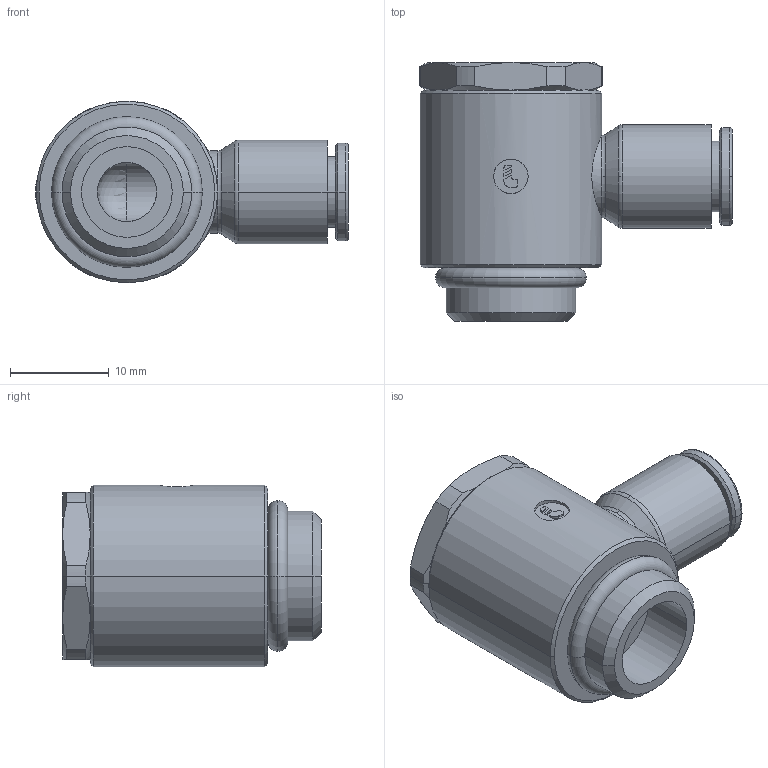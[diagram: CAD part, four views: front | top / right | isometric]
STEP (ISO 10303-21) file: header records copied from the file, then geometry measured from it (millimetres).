
FILE_DESCRIPTION(('STEP AP203'),'1');
FILE_NAME('3118_06_13.stp','2019-05-13T11:42:01',('TraceParts'),('TraceParts S.A.'),'Spatial InterOp 3D',' ',' ');
FILE_SCHEMA(('CONFIG_CONTROL_DESIGN'));
Length unit declared in the file: millimetre
Products named in the file (1): 1
Bounding box: 31.71 x 26.25 x 18.42 mm (x, y, z)
Volume: 6091.7 mm3; surface area: 3308.3 mm2
Topology: 1 solids, 1 shells, 104 faces, 249 edges, 154 vertices
Faces by surface type: cylinder 34, plane 31, cone 28, torus 10, sphere 1
Entity records: 3210 total; most frequent: CARTESIAN_POINT 737, DIRECTION 548, ORIENTED_EDGE 494, EDGE_CURVE 247, AXIS2_PLACEMENT_3D 227, VERTEX_POINT 154, CIRCLE 120, EDGE_LOOP 115
